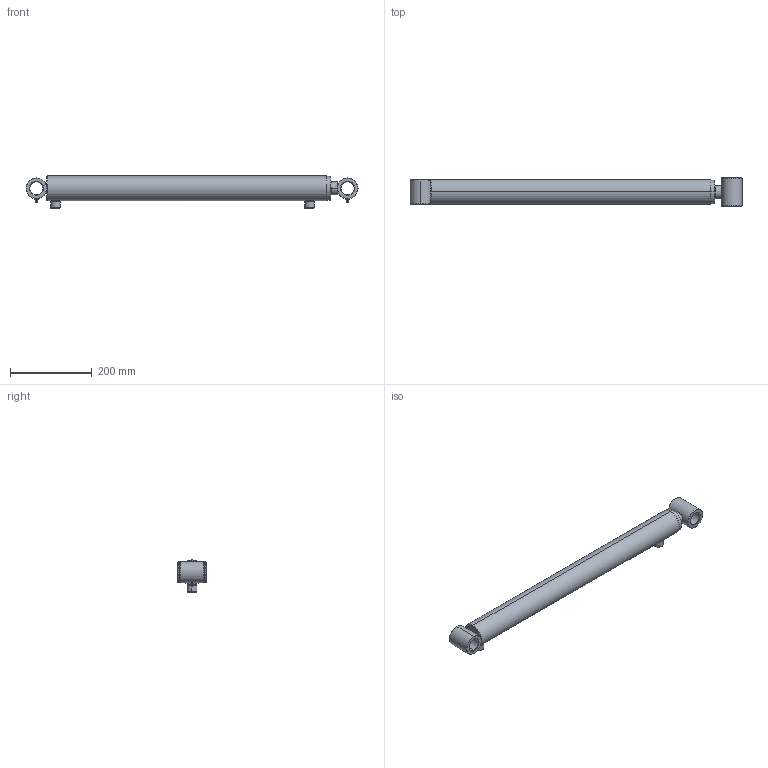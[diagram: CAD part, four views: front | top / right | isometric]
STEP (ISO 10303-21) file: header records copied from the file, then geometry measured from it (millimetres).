
FILE_DESCRIPTION (( 'STEP AP214' ), '1' );
FILE_NAME ('WLD-2x22.75.STEP', '2023-07-07T06:47:24', ( '' ), ( '' ), 'SwSTEP 2.0', 'SolidWorks 2014', '' );
FILE_SCHEMA (( 'AUTOMOTIVE_DESIGN' ));
Length unit declared in the file: millimetre
Products named in the file (4): WLD-2x22.75; Zerk M6; ROD; Bore
Assembly tree (4 placements, depth 2):
  WLD-2x22.75
    Bore
    ROD
    Zerk M6  x2
Bounding box: 810.3 x 70 x 78.3 mm (x, y, z)
Volume: 1435004.8 mm3; surface area: 363593.4 mm2
Topology: 4 solids, 4 shells, 147 faces, 371 edges, 229 vertices
Faces by surface type: cone 62, plane 40, cylinder 39, bspline 6
Entity records: 4981 total; most frequent: CARTESIAN_POINT 1555, DIRECTION 646, ORIENTED_EDGE 646, EDGE_CURVE 323, AXIS2_PLACEMENT_3D 260, VERTEX_POINT 197, EDGE_LOOP 142, CIRCLE 129
